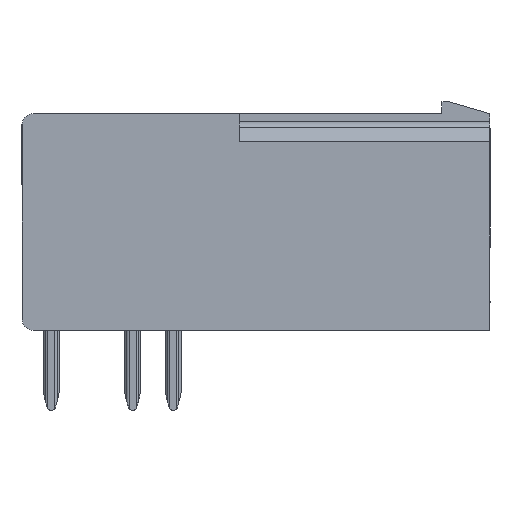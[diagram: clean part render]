
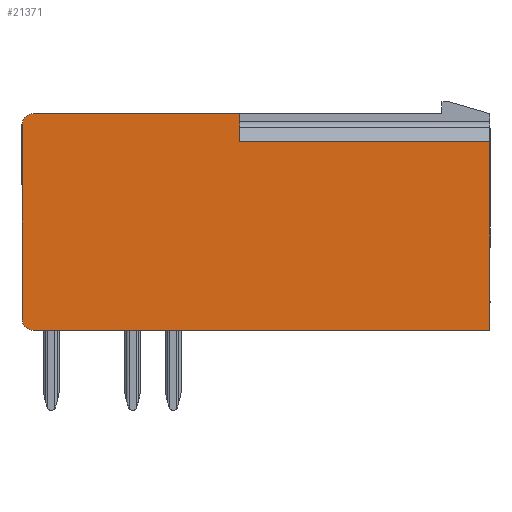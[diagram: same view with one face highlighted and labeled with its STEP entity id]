
A CAD part, left-side view. The second image highlights one B-rep face of the part: STEP entity #21371.
In plain terms, the highlighted face is planar.
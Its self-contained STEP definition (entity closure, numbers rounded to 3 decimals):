
#533=CIRCLE('',#22223,0.7);
#567=CIRCLE('',#22332,0.7);
#4086=ORIENTED_EDGE('',*,*,#7073,.T.);
#4087=ORIENTED_EDGE('',*,*,#7074,.T.);
#4088=ORIENTED_EDGE('',*,*,#6555,.F.);
#4089=ORIENTED_EDGE('',*,*,#7070,.F.);
#4090=ORIENTED_EDGE('',*,*,#6770,.F.);
#4091=ORIENTED_EDGE('',*,*,#6819,.F.);
#4092=ORIENTED_EDGE('',*,*,#7075,.T.);
#4093=ORIENTED_EDGE('',*,*,#7076,.T.);
#6555=EDGE_CURVE('',#8482,#8479,#533,.T.);
#6770=EDGE_CURVE('',#8639,#8641,#567,.T.);
#6819=EDGE_CURVE('',#8673,#8639,#10383,.T.);
#7070=EDGE_CURVE('',#8641,#8482,#10582,.T.);
#7073=EDGE_CURVE('',#8815,#8816,#10585,.T.);
#7074=EDGE_CURVE('',#8816,#8479,#10586,.T.);
#7075=EDGE_CURVE('',#8673,#8817,#10587,.T.);
#7076=EDGE_CURVE('',#8817,#8815,#10588,.T.);
#8479=VERTEX_POINT('',#29862);
#8482=VERTEX_POINT('',#29867);
#8639=VERTEX_POINT('',#30480);
#8641=VERTEX_POINT('',#30483);
#8673=VERTEX_POINT('',#30577);
#8815=VERTEX_POINT('',#31102);
#8816=VERTEX_POINT('',#31103);
#8817=VERTEX_POINT('',#31106);
#10383=LINE('',#30578,#12254);
#10582=LINE('',#31096,#12453);
#10585=LINE('',#31101,#12456);
#10586=LINE('',#31104,#12457);
#10587=LINE('',#31105,#12458);
#10588=LINE('',#31107,#12459);
#12254=VECTOR('',#25520,1000.);
#12453=VECTOR('',#26023,1000.);
#12456=VECTOR('',#26030,1000.);
#12457=VECTOR('',#26031,1000.);
#12458=VECTOR('',#26032,1000.);
#12459=VECTOR('',#26033,1000.);
#13533=EDGE_LOOP('',(#4086,#4087,#4088,#4089,#4090,#4091,#4092,#4093));
#14336=FACE_BOUND('',#13533,.T.);
#14995=PLANE('',#22507);
#21371=ADVANCED_FACE('',(#14336),#14995,.F.);
#22223=AXIS2_PLACEMENT_3D('',#29868,#25054,#25055);
#22332=AXIS2_PLACEMENT_3D('',#30482,#25435,#25436);
#22507=AXIS2_PLACEMENT_3D('',#31100,#26028,#26029);
#25054=DIRECTION('',(0.,0.,1.));
#25055=DIRECTION('',(1.,0.,0.));
#25435=DIRECTION('',(0.,0.,1.));
#25436=DIRECTION('',(1.,0.,0.));
#25520=DIRECTION('',(-1.,0.,0.));
#26023=DIRECTION('',(0.,-1.,0.));
#26028=DIRECTION('',(0.,0.,1.));
#26029=DIRECTION('',(1.,0.,0.));
#26030=DIRECTION('',(0.,-1.,0.));
#26031=DIRECTION('',(-1.,0.,0.));
#26032=DIRECTION('',(0.,-1.,0.));
#26033=DIRECTION('',(-1.,0.,0.));
#29862=CARTESIAN_POINT('',(52.3,27.4,42.24));
#29867=CARTESIAN_POINT('',(51.6,28.1,42.24));
#29868=CARTESIAN_POINT('',(52.3,28.1,42.24));
#30480=CARTESIAN_POINT('',(52.3,40.95,42.24));
#30482=CARTESIAN_POINT('',(52.3,40.25,42.24));
#30483=CARTESIAN_POINT('',(51.6,40.25,42.24));
#30577=CARTESIAN_POINT('',(80.85,40.95,42.24));
#30578=CARTESIAN_POINT('',(80.694,40.95,42.24));
#31096=CARTESIAN_POINT('',(51.6,27.39,42.24));
#31100=CARTESIAN_POINT('',(64.95,27.375,42.24));
#31101=CARTESIAN_POINT('',(65.2,27.39,42.24));
#31102=CARTESIAN_POINT('',(65.2,29.15,42.24));
#31103=CARTESIAN_POINT('',(65.2,27.4,42.24));
#31104=CARTESIAN_POINT('',(80.694,27.4,42.24));
#31105=CARTESIAN_POINT('',(80.85,27.39,42.24));
#31106=CARTESIAN_POINT('',(80.85,29.15,42.24));
#31107=CARTESIAN_POINT('',(80.694,29.15,42.24));
